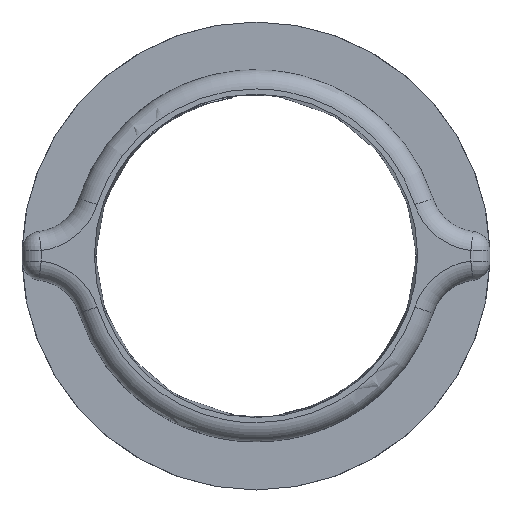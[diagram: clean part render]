
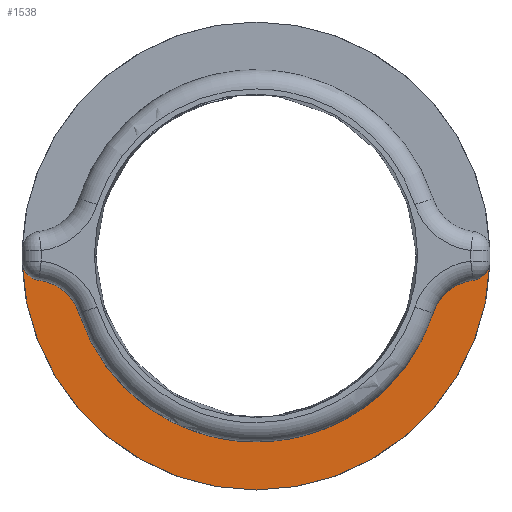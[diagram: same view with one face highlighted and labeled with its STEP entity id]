
A CAD part, top view. The second image highlights one B-rep face of the part: STEP entity #1538.
In plain terms, the highlighted planar face has unit normal (0, 0, 1).
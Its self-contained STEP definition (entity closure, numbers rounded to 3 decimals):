
#69=PLANE('',#1673);
#96=LINE('',#3099,#167);
#167=VECTOR('',#1880,1000.);
#257=FACE_OUTER_BOUND('',#355,.T.);
#355=EDGE_LOOP('',(#1077,#1078,#1079,#1080,#1081,#1082,#1083,#1084,#1085,
#1086));
#458=CIRCLE('',#1656,31.004);
#474=CIRCLE('',#1674,0.305);
#475=CIRCLE('',#1675,24.654);
#476=CIRCLE('',#1676,6.35);
#477=CIRCLE('',#1677,2.54);
#478=CIRCLE('',#1678,2.54);
#479=CIRCLE('',#1679,6.35);
#480=CIRCLE('',#1680,24.654);
#481=CIRCLE('',#1681,24.654);
#635=VERTEX_POINT('',#2752);
#636=VERTEX_POINT('',#2754);
#673=VERTEX_POINT('',#3097);
#674=VERTEX_POINT('',#3098);
#675=VERTEX_POINT('',#3100);
#676=VERTEX_POINT('',#3102);
#677=VERTEX_POINT('',#3104);
#678=VERTEX_POINT('',#3107);
#679=VERTEX_POINT('',#3109);
#680=VERTEX_POINT('',#3111);
#785=EDGE_CURVE('',#635,#636,#458,.T.);
#825=EDGE_CURVE('',#673,#674,#96,.T.);
#826=EDGE_CURVE('',#674,#675,#474,.T.);
#827=EDGE_CURVE('',#676,#675,#475,.T.);
#828=EDGE_CURVE('',#677,#676,#476,.T.);
#829=EDGE_CURVE('',#636,#677,#477,.T.);
#830=EDGE_CURVE('',#678,#635,#478,.T.);
#831=EDGE_CURVE('',#679,#678,#479,.T.);
#832=EDGE_CURVE('',#680,#679,#480,.T.);
#833=EDGE_CURVE('',#680,#673,#481,.T.);
#1077=ORIENTED_EDGE('',*,*,#825,.T.);
#1078=ORIENTED_EDGE('',*,*,#826,.T.);
#1079=ORIENTED_EDGE('',*,*,#827,.F.);
#1080=ORIENTED_EDGE('',*,*,#828,.F.);
#1081=ORIENTED_EDGE('',*,*,#829,.F.);
#1082=ORIENTED_EDGE('',*,*,#785,.F.);
#1083=ORIENTED_EDGE('',*,*,#830,.F.);
#1084=ORIENTED_EDGE('',*,*,#831,.F.);
#1085=ORIENTED_EDGE('',*,*,#832,.F.);
#1086=ORIENTED_EDGE('',*,*,#833,.T.);
#1538=ADVANCED_FACE('',(#257),#69,.T.);
#1656=AXIS2_PLACEMENT_3D('',#2755,#1838,#1839);
#1673=AXIS2_PLACEMENT_3D('',#3096,#1878,#1879);
#1674=AXIS2_PLACEMENT_3D('',#3101,#1881,#1882);
#1675=AXIS2_PLACEMENT_3D('',#3103,#1883,#1884);
#1676=AXIS2_PLACEMENT_3D('',#3105,#1885,#1886);
#1677=AXIS2_PLACEMENT_3D('',#3106,#1887,#1888);
#1678=AXIS2_PLACEMENT_3D('',#3108,#1889,#1890);
#1679=AXIS2_PLACEMENT_3D('',#3110,#1891,#1892);
#1680=AXIS2_PLACEMENT_3D('',#3112,#1893,#1894);
#1681=AXIS2_PLACEMENT_3D('',#3113,#1895,#1896);
#1838=DIRECTION('center_axis',(0.,0.,-1.));
#1839=DIRECTION('ref_axis',(1.,0.,0.));
#1878=DIRECTION('center_axis',(0.,0.,1.));
#1879=DIRECTION('ref_axis',(1.,0.,0.));
#1880=DIRECTION('',(0.149,0.989,0.));
#1881=DIRECTION('center_axis',(0.,0.,-1.));
#1882=DIRECTION('ref_axis',(1.,0.,0.));
#1883=DIRECTION('center_axis',(0.,0.,1.));
#1884=DIRECTION('ref_axis',(-1.,0.,0.));
#1885=DIRECTION('center_axis',(0.,0.,-1.));
#1886=DIRECTION('ref_axis',(-1.,0.,0.));
#1887=DIRECTION('center_axis',(0.,0.,1.));
#1888=DIRECTION('ref_axis',(-1.,0.,0.));
#1889=DIRECTION('center_axis',(0.,0.,1.));
#1890=DIRECTION('ref_axis',(-1.,0.,0.));
#1891=DIRECTION('center_axis',(0.,0.,-1.));
#1892=DIRECTION('ref_axis',(-1.,0.,0.));
#1893=DIRECTION('center_axis',(0.,0.,1.));
#1894=DIRECTION('ref_axis',(-1.,0.,0.));
#1895=DIRECTION('center_axis',(0.,0.,-1.));
#1896=DIRECTION('ref_axis',(1.,0.,0.));
#2752=CARTESIAN_POINT('',(30.989,-1.77,0.795));
#2754=CARTESIAN_POINT('',(-30.989,-1.77,0.795));
#2755=CARTESIAN_POINT('Origin',(0.,-0.795,0.795));
#3096=CARTESIAN_POINT('Origin',(23.462,-8.369,0.795));
#3097=CARTESIAN_POINT('',(-3.681,-25.173,0.795));
#3098=CARTESIAN_POINT('',(-3.636,-24.869,0.795));
#3099=CARTESIAN_POINT('',(-3.163,-21.741,0.795));
#3100=CARTESIAN_POINT('',(-3.986,-25.125,0.795));
#3101=CARTESIAN_POINT('Origin',(-3.937,-24.824,0.795));
#3102=CARTESIAN_POINT('',(-23.462,-8.369,0.795));
#3103=CARTESIAN_POINT('Origin',(0.,-0.795,0.795));
#3104=CARTESIAN_POINT('',(-28.761,-4.014,0.795));
#3105=CARTESIAN_POINT('Origin',(-29.504,-10.32,0.795));
#3106=CARTESIAN_POINT('Origin',(-28.464,-1.491,0.795));
#3107=CARTESIAN_POINT('',(28.761,-4.014,0.795));
#3108=CARTESIAN_POINT('Origin',(28.464,-1.491,0.795));
#3109=CARTESIAN_POINT('',(23.462,-8.369,0.795));
#3110=CARTESIAN_POINT('Origin',(29.504,-10.32,0.795));
#3111=CARTESIAN_POINT('',(4.224,-25.084,0.795));
#3112=CARTESIAN_POINT('Origin',(0.,-0.795,0.795));
#3113=CARTESIAN_POINT('Origin',(0.,-0.795,
0.795));
